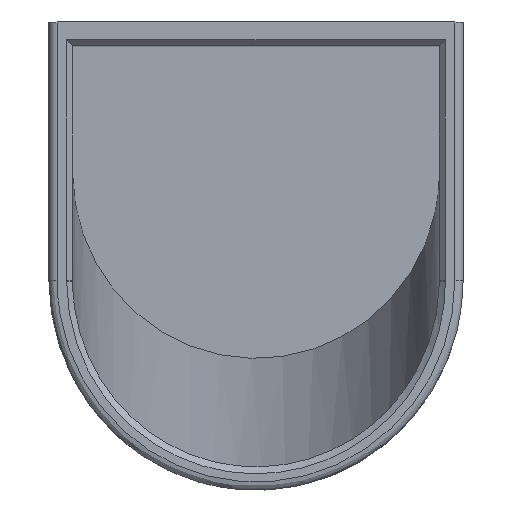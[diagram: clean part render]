
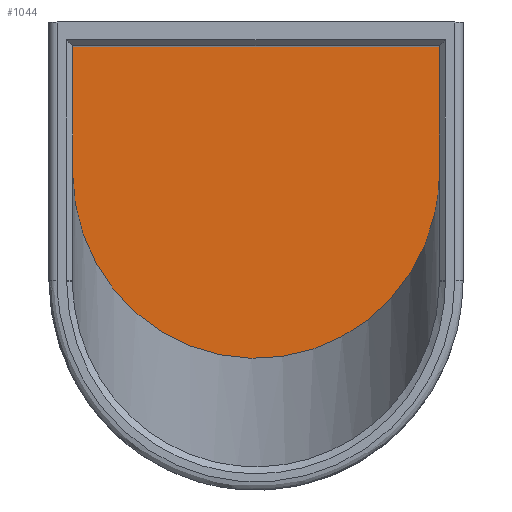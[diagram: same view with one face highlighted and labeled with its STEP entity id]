
A CAD part, top view. The second image highlights one B-rep face of the part: STEP entity #1044.
In plain terms, the highlighted planar face has unit normal (0, 0, 1).
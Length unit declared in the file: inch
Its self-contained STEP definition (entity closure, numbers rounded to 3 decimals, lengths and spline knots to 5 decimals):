
#48=PLANE('',#1124);
#99=LINE('',#2519,#167);
#116=LINE('',#2566,#184);
#117=LINE('',#2567,#185);
#167=VECTOR('',#1261,0.3937);
#184=VECTOR('',#1322,0.3937);
#185=VECTOR('',#1323,0.3937);
#202=ELLIPSE('',#1104,0.78696,0.775);
#262=FACE_OUTER_BOUND('',#326,.T.);
#326=EDGE_LOOP('',(#954,#955,#956,#957));
#494=VERTEX_POINT('',#2516);
#495=VERTEX_POINT('',#2518);
#496=VERTEX_POINT('',#2522);
#503=VERTEX_POINT('',#2565);
#633=EDGE_CURVE('',#494,#495,#99,.F.);
#636=EDGE_CURVE('',#494,#496,#202,.T.);
#655=EDGE_CURVE('',#496,#503,#116,.F.);
#656=EDGE_CURVE('',#495,#503,#117,.T.);
#954=ORIENTED_EDGE('',*,*,#636,.T.);
#955=ORIENTED_EDGE('',*,*,#655,.T.);
#956=ORIENTED_EDGE('',*,*,#656,.F.);
#957=ORIENTED_EDGE('',*,*,#633,.F.);
#1044=ADVANCED_FACE('',(#262),#48,.F.);
#1104=AXIS2_PLACEMENT_3D('',#2524,#1266,#1267);
#1124=AXIS2_PLACEMENT_3D('',#2564,#1320,#1321);
#1261=DIRECTION('',(0.,-1.,0.));
#1266=DIRECTION('center_axis',(0.,0.,1.));
#1267=DIRECTION('ref_axis',(0.,-1.,0.));
#1320=DIRECTION('center_axis',(0.,0.,-1.));
#1321=DIRECTION('ref_axis',(0.,1.,0.));
#1322=DIRECTION('',(0.,-1.,0.));
#1323=DIRECTION('',(1.,0.,0.));
#2516=CARTESIAN_POINT('',(0.1,-0.62913,0.1));
#2518=CARTESIAN_POINT('',(0.1,-0.1,0.1));
#2519=CARTESIAN_POINT('',(0.1,-1.24622,0.1));
#2522=CARTESIAN_POINT('',(1.65,-0.62913,0.1));
#2524=CARTESIAN_POINT('Origin',(0.875,-0.62913,0.1));
#2564=CARTESIAN_POINT('Origin',(0.,-1.5,0.1));
#2565=CARTESIAN_POINT('',(1.65,-0.1,0.1));
#2566=CARTESIAN_POINT('',(1.65,-1.24622,0.1));
#2567=CARTESIAN_POINT('',(0.,-0.1,0.1));
